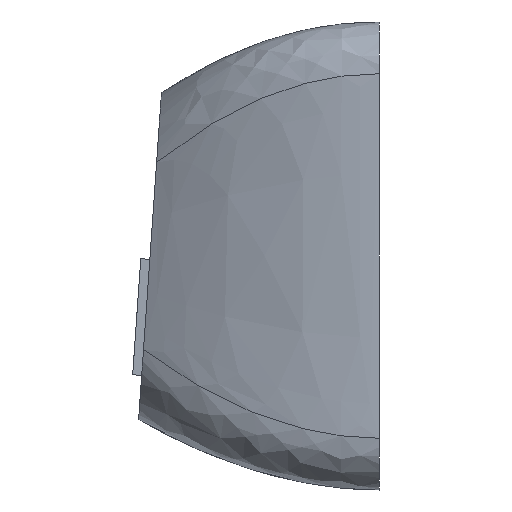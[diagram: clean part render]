
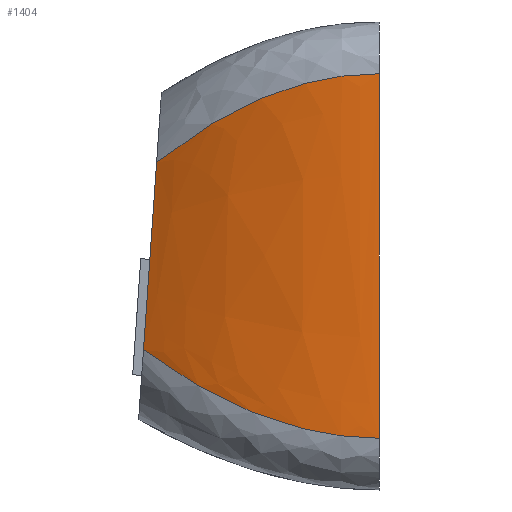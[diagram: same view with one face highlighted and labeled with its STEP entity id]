
A CAD part, left-side view. The second image highlights one B-rep face of the part: STEP entity #1404.
In plain terms, the highlighted free-form (B-spline) face has degree [3, 3] with [4, 4] control points.
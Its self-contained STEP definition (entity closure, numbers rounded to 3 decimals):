
#39=B_SPLINE_SURFACE_WITH_KNOTS('',3,3,((#2366,#2367,#2368,#2369),(#2370,
#2371,#2372,#2373),(#2374,#2375,#2376,#2377),(#2378,#2379,#2380,#2381)),
 .UNSPECIFIED.,.F.,.F.,.F.,(4,4),(4,4),(0.,1.),(0.,1.),.UNSPECIFIED.);
#112=FACE_OUTER_BOUND('',#190,.T.);
#190=EDGE_LOOP('',(#1144,#1145,#1146,#1147));
#249=B_SPLINE_CURVE_WITH_KNOTS('',3,(#2361,#2362,#2363,#2364),
 .UNSPECIFIED.,.F.,.F.,(4,4),(0.,1.),.UNSPECIFIED.);
#250=B_SPLINE_CURVE_WITH_KNOTS('',3,(#2385,#2386,#2387,#2388),
 .UNSPECIFIED.,.F.,.F.,(4,4),(0.,1.),.UNSPECIFIED.);
#389=LINE('',#2383,#518);
#390=LINE('',#2389,#519);
#518=VECTOR('',#1696,10.);
#519=VECTOR('',#1697,10.);
#638=VERTEX_POINT('',#2358);
#639=VERTEX_POINT('',#2360);
#640=VERTEX_POINT('',#2382);
#641=VERTEX_POINT('',#2384);
#820=EDGE_CURVE('',#638,#639,#249,.T.);
#822=EDGE_CURVE('',#640,#638,#389,.T.);
#823=EDGE_CURVE('',#640,#641,#250,.T.);
#824=EDGE_CURVE('',#641,#639,#390,.T.);
#1144=ORIENTED_EDGE('',*,*,#822,.F.);
#1145=ORIENTED_EDGE('',*,*,#823,.T.);
#1146=ORIENTED_EDGE('',*,*,#824,.T.);
#1147=ORIENTED_EDGE('',*,*,#820,.F.);
#1404=ADVANCED_FACE('',(#112),#39,.F.);
#1696=DIRECTION('',(0.,-0.07,0.998));
#1697=DIRECTION('',(0.,0.,1.));
#2358=CARTESIAN_POINT('',(2.7,8.614,12.669));
#2360=CARTESIAN_POINT('',(0.,0.,16.1));
#2361=CARTESIAN_POINT('Ctrl Pts',(2.7,8.614,12.669));
#2362=CARTESIAN_POINT('Ctrl Pts',(0.9,5.743,14.956));
#2363=CARTESIAN_POINT('Ctrl Pts',(0.,2.956,
16.1));
#2364=CARTESIAN_POINT('Ctrl Pts',(0.,0.,16.1));
#2366=CARTESIAN_POINT('Ctrl Pts',(2.7,9.12,5.431));
#2367=CARTESIAN_POINT('Ctrl Pts',(0.9,6.08,3.144));
#2368=CARTESIAN_POINT('Ctrl Pts',(0.,2.956,
2.));
#2369=CARTESIAN_POINT('Ctrl Pts',(0.,0.,
2.));
#2370=CARTESIAN_POINT('Ctrl Pts',(2.7,9.022,6.841));
#2371=CARTESIAN_POINT('Ctrl Pts',(0.939,6.014,4.776));
#2372=CARTESIAN_POINT('Ctrl Pts',(0.,2.956,
3.047));
#2373=CARTESIAN_POINT('Ctrl Pts',(0.,0.,
3.047));
#2374=CARTESIAN_POINT('Ctrl Pts',(2.7,8.713,11.259));
#2375=CARTESIAN_POINT('Ctrl Pts',(0.939,5.808,13.324));
#2376=CARTESIAN_POINT('Ctrl Pts',(0.,2.956,
15.053));
#2377=CARTESIAN_POINT('Ctrl Pts',(0.,0.,
15.053));
#2378=CARTESIAN_POINT('Ctrl Pts',(2.7,8.614,12.669));
#2379=CARTESIAN_POINT('Ctrl Pts',(0.9,5.743,14.956));
#2380=CARTESIAN_POINT('Ctrl Pts',(0.,2.956,
16.1));
#2381=CARTESIAN_POINT('Ctrl Pts',(0.,0.,16.1));
#2382=CARTESIAN_POINT('',(2.7,9.12,5.431));
#2383=CARTESIAN_POINT('',(2.7,8.614,12.669));
#2384=CARTESIAN_POINT('',(0.,0.,2.));
#2385=CARTESIAN_POINT('Ctrl Pts',(2.7,9.12,5.431));
#2386=CARTESIAN_POINT('Ctrl Pts',(0.9,6.08,3.144));
#2387=CARTESIAN_POINT('Ctrl Pts',(0.,2.956,
2.));
#2388=CARTESIAN_POINT('Ctrl Pts',(0.,0.,
2.));
#2389=CARTESIAN_POINT('',(0.,0.,16.1));
